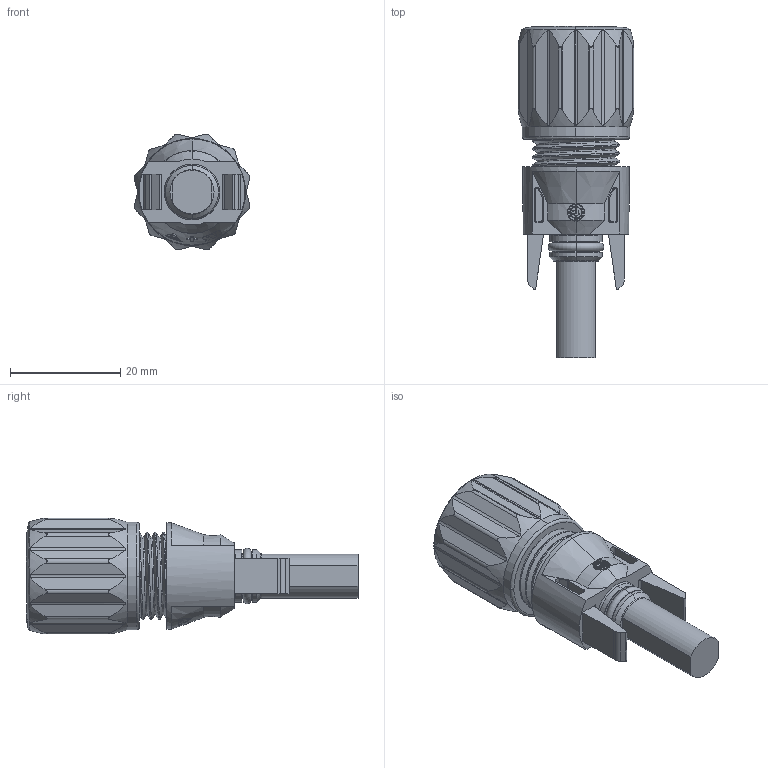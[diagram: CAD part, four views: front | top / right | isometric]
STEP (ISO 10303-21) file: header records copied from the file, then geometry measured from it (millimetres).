
FILE_DESCRIPTION (( 'STEP AP203' ), '1' );
FILE_NAME ('H4CFCODM.STEP', '2021-07-01T05:30:50', ( '' ), ( '' ), 'SwSTEP 2.0', 'SolidWorks 2016', '' );
FILE_SCHEMA (( 'CONFIG_CONTROL_DESIGN' ));
Length unit declared in the file: millimetre
Products named in the file (3): PV-690657-000_1_1; PV-100508-F01_1; H4CFCODM
Assembly tree (2 placements, depth 2):
  H4CFCODM
    PV-100508-F01_1
    PV-690657-000_1_1
Bounding box: 21.05 x 60.3 x 21.05 mm (x, y, z)
Volume: 12761.8 mm3; surface area: 5632 mm2
Topology: 15 solids, 19 shells, 1314 faces, 3648 edges, 2421 vertices
Faces by surface type: plane 844, bspline 300, cylinder 113, torus 37, cone 20
Entity records: 49912 total; most frequent: CARTESIAN_POINT 18974, ORIENTED_EDGE 7280, DIRECTION 4808, EDGE_CURVE 3640, VERTEX_POINT 2421, LINE 2268, VECTOR 2268, EDGE_LOOP 1373
